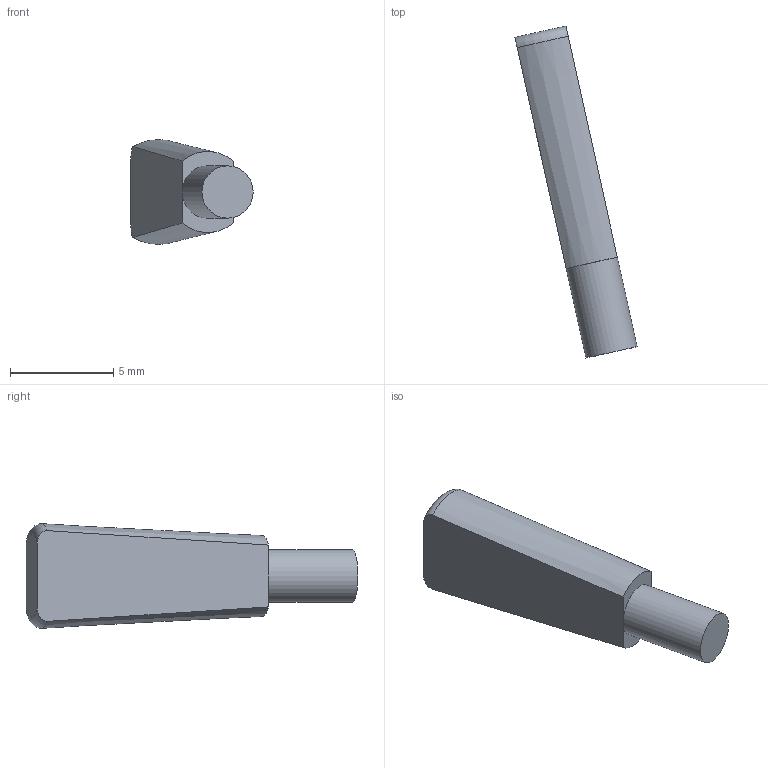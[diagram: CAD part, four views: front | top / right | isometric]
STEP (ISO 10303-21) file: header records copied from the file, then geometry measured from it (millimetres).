
FILE_DESCRIPTION(/* description */ ('Bushing Mount Miniature Toggles - toggles - Series M - Miniature Toggles'),/* implementation_level */ '2;1');
FILE_NAME(/* name */ 'M20E_toggles.ipt.step',/* time_stamp */ '2014-01-07T11:06:40-08:00',/* author */ ('Cadenas PARTsolutions'),/* organization */ (''),/* preprocessor_version */ 'ST-DEVELOPER v15.2',/* originating_system */ 'Autodesk Inventor 2014',/* authorisation */ '');
FILE_SCHEMA (('AUTOMOTIVE_DESIGN { 1 0 10303 214 3 1 1 }'));
Length unit declared in the file: inch
Products named in the file (1): M20E_toggles
Bounding box: 5.93 x 16.1 x 5.08 mm (x, y, z)
Volume: 147 mm3; surface area: 203.7 mm2
Topology: 1 solids, 1 shells, 11 faces, 24 edges, 15 vertices
Faces by surface type: plane 6, cone 2, torus 2, cylinder 1
Full cylindrical faces by diameter (mm): 2.54 x1
Entity records: 345 total; most frequent: CARTESIAN_POINT 94, DIRECTION 48, ORIENTED_EDGE 46, EDGE_CURVE 23, AXIS2_PLACEMENT_3D 21, VERTEX_POINT 15, EDGE_LOOP 12, FACE_OUTER_BOUND 11
